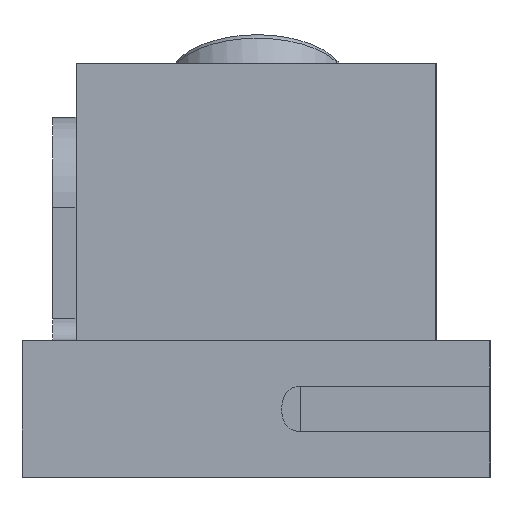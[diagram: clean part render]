
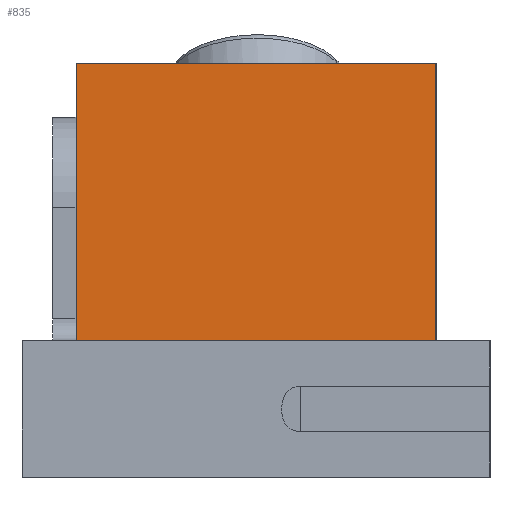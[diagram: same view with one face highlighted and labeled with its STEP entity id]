
A CAD part, left-side view. The second image highlights one B-rep face of the part: STEP entity #835.
In plain terms, the highlighted planar face has unit normal (-1, 0, 0).
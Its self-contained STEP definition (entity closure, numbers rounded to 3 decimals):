
#309 = EDGE_CURVE('',#310,#312,#314,.T.);
#310 = VERTEX_POINT('',#311);
#311 = CARTESIAN_POINT('',(77.5,23.25,58.9));
#312 = VERTEX_POINT('',#313);
#313 = CARTESIAN_POINT('',(77.5,178.25,58.9));
#314 = LINE('',#315,#316);
#315 = CARTESIAN_POINT('',(77.5,23.25,58.9));
#316 = VECTOR('',#317,1.);
#317 = DIRECTION('',(0.,1.,0.));
#835 = ADVANCED_FACE('',(#836),#861,.F.);
#836 = FACE_BOUND('',#837,.F.);
#837 = EDGE_LOOP('',(#838,#846,#847,#855));
#838 = ORIENTED_EDGE('',*,*,#839,.F.);
#839 = EDGE_CURVE('',#310,#840,#842,.T.);
#840 = VERTEX_POINT('',#841);
#841 = CARTESIAN_POINT('',(77.5,23.25,178.25));
#842 = LINE('',#843,#844);
#843 = CARTESIAN_POINT('',(77.5,23.25,58.9));
#844 = VECTOR('',#845,1.);
#845 = DIRECTION('',(0.,0.,1.));
#846 = ORIENTED_EDGE('',*,*,#309,.T.);
#847 = ORIENTED_EDGE('',*,*,#848,.T.);
#848 = EDGE_CURVE('',#312,#849,#851,.T.);
#849 = VERTEX_POINT('',#850);
#850 = CARTESIAN_POINT('',(77.5,178.25,178.25));
#851 = LINE('',#852,#853);
#852 = CARTESIAN_POINT('',(77.5,178.25,58.9));
#853 = VECTOR('',#854,1.);
#854 = DIRECTION('',(0.,0.,1.));
#855 = ORIENTED_EDGE('',*,*,#856,.F.);
#856 = EDGE_CURVE('',#840,#849,#857,.T.);
#857 = LINE('',#858,#859);
#858 = CARTESIAN_POINT('',(77.5,23.25,178.25));
#859 = VECTOR('',#860,1.);
#860 = DIRECTION('',(0.,1.,0.));
#861 = PLANE('',#862);
#862 = AXIS2_PLACEMENT_3D('',#863,#864,#865);
#863 = CARTESIAN_POINT('',(77.5,23.25,58.9));
#864 = DIRECTION('',(1.,0.,0.));
#865 = DIRECTION('',(0.,0.,1.));
